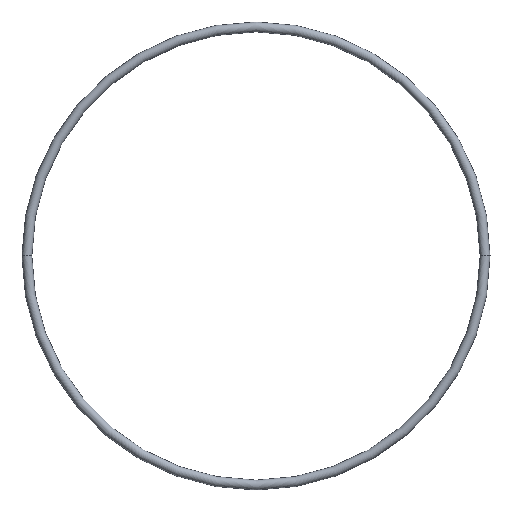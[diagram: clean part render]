
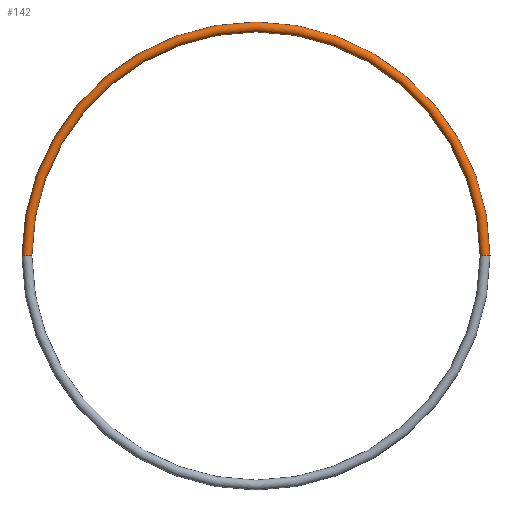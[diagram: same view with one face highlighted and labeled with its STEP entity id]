
A CAD part, top view. The second image highlights one B-rep face of the part: STEP entity #142.
In plain terms, the highlighted toroidal (fillet/blend) face has major radius 162 mm and minor radius 3.5 mm.
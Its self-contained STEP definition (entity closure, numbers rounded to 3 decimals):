
#2 = CIRCLE ( 'NONE', #92, 165.5 ) ;
#5 = CARTESIAN_POINT ( 'NONE',  ( -165.5, 0., 0. ) ) ;
#6 = DIRECTION ( 'NONE',  ( 0., 0., -1. ) ) ;
#12 = ORIENTED_EDGE ( 'NONE', *, *, #119, .F. ) ;
#13 = ORIENTED_EDGE ( 'NONE', *, *, #150, .T. ) ;
#25 = TOROIDAL_SURFACE ( 'NONE', #131, 162., 3.5 ) ;
#35 = CARTESIAN_POINT ( 'NONE',  ( 0., 0., 0. ) ) ;
#46 = DIRECTION ( 'NONE',  ( 0., 0., -1. ) ) ;
#49 = VERTEX_POINT ( 'NONE', #5 ) ;
#57 = FACE_OUTER_BOUND ( 'NONE', #148, .T. ) ;
#58 = CARTESIAN_POINT ( 'NONE',  ( 0., 0., 0. ) ) ;
#60 = DIRECTION ( 'NONE',  ( 0., 0., -1. ) ) ;
#63 = DIRECTION ( 'NONE',  ( 0., 1., 0. ) ) ;
#70 = CARTESIAN_POINT ( 'NONE',  ( -158.5, 0., 0. ) ) ;
#71 = DIRECTION ( 'NONE',  ( -1., 0., 0. ) ) ;
#79 = CIRCLE ( 'NONE', #117, 3.5 ) ;
#80 = CARTESIAN_POINT ( 'NONE',  ( 158.5, 0., 0. ) ) ;
#85 = DIRECTION ( 'NONE',  ( 0., -1., 0. ) ) ;
#87 = VERTEX_POINT ( 'NONE', #80 ) ;
#92 = AXIS2_PLACEMENT_3D ( 'NONE', #58, #143, #71 ) ;
#98 = DIRECTION ( 'NONE',  ( -1., 0., 0. ) ) ;
#104 = VERTEX_POINT ( 'NONE', #70 ) ;
#110 = AXIS2_PLACEMENT_3D ( 'NONE', #122, #46, #130 ) ;
#117 = AXIS2_PLACEMENT_3D ( 'NONE', #156, #85, #6 ) ;
#118 = ORIENTED_EDGE ( 'NONE', *, *, #141, .F. ) ;
#119 = EDGE_CURVE ( 'NONE', #49, #139, #2, .T. ) ;
#120 = CARTESIAN_POINT ( 'NONE',  ( 165.5, 0., 0. ) ) ;
#122 = CARTESIAN_POINT ( 'NONE',  ( 0., 0., 0. ) ) ;
#125 = CIRCLE ( 'NONE', #110, 158.5 ) ;
#126 = AXIS2_PLACEMENT_3D ( 'NONE', #132, #63, #144 ) ;
#130 = DIRECTION ( 'NONE',  ( -1., 0., 0. ) ) ;
#131 = AXIS2_PLACEMENT_3D ( 'NONE', #35, #60, #98 ) ;
#132 = CARTESIAN_POINT ( 'NONE',  ( 162., 0., 0. ) ) ;
#136 = EDGE_CURVE ( 'NONE', #104, #87, #125, .T. ) ;
#139 = VERTEX_POINT ( 'NONE', #120 ) ;
#141 = EDGE_CURVE ( 'NONE', #104, #49, #79, .T. ) ;
#142 = ADVANCED_FACE ( 'NONE', ( #57 ), #25, .T. ) ;
#143 = DIRECTION ( 'NONE',  ( 0., 0., -1. ) ) ;
#144 = DIRECTION ( 'NONE',  ( -1., 0., 0. ) ) ;
#148 = EDGE_LOOP ( 'NONE', ( #12, #118, #151, #13 ) ) ;
#149 = CIRCLE ( 'NONE', #126, 3.5 ) ;
#150 = EDGE_CURVE ( 'NONE', #87, #139, #149, .T. ) ;
#151 = ORIENTED_EDGE ( 'NONE', *, *, #136, .T. ) ;
#156 = CARTESIAN_POINT ( 'NONE',  ( -162., 0., 0. ) ) ;
